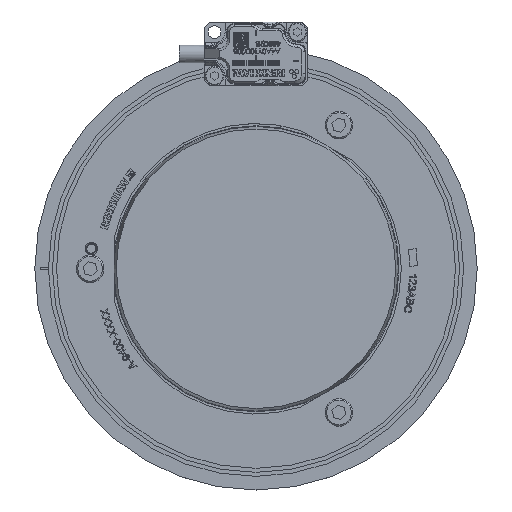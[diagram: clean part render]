
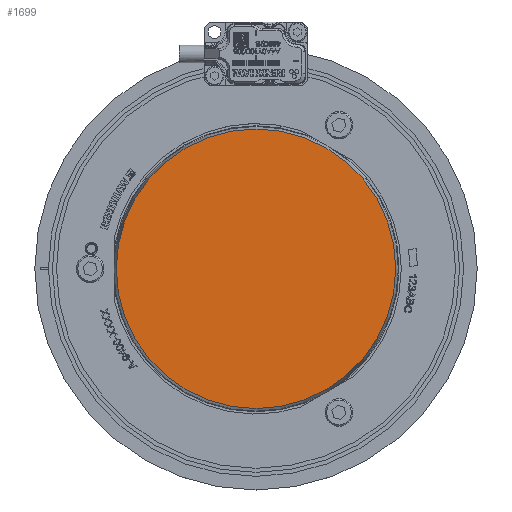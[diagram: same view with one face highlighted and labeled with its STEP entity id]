
A CAD part, top view. The second image highlights one B-rep face of the part: STEP entity #1699.
In plain terms, the highlighted face is planar.
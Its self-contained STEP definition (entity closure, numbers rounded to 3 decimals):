
#783=FACE_OUTER_BOUND('',#7206,.T.);
#1699=ADVANCED_FACE('',(#783),#2659,.T.);
#2659=PLANE('',#19018);
#3350=CIRCLE('',#19017,27.802);
#7206=EDGE_LOOP('',(#8897));
#8897=ORIENTED_EDGE('',*,*,#15767,.T.);
#13880=VERTEX_POINT('',#25834);
#15767=EDGE_CURVE('',#13880,#13880,#3350,.T.);
#19017=AXIS2_PLACEMENT_3D('',#25833,#20581,#20582);
#19018=AXIS2_PLACEMENT_3D('',#25835,#20583,#20584);
#20581=DIRECTION('',(1.,0.,0.));
#20582=DIRECTION('',(0.,1.,0.));
#20583=DIRECTION('',(1.,0.,0.));
#20584=DIRECTION('',(0.,1.,0.));
#25833=CARTESIAN_POINT('',(17.,0.,0.));
#25834=CARTESIAN_POINT('',(17.,27.802,0.));
#25835=CARTESIAN_POINT('',(17.,28.245,0.));
